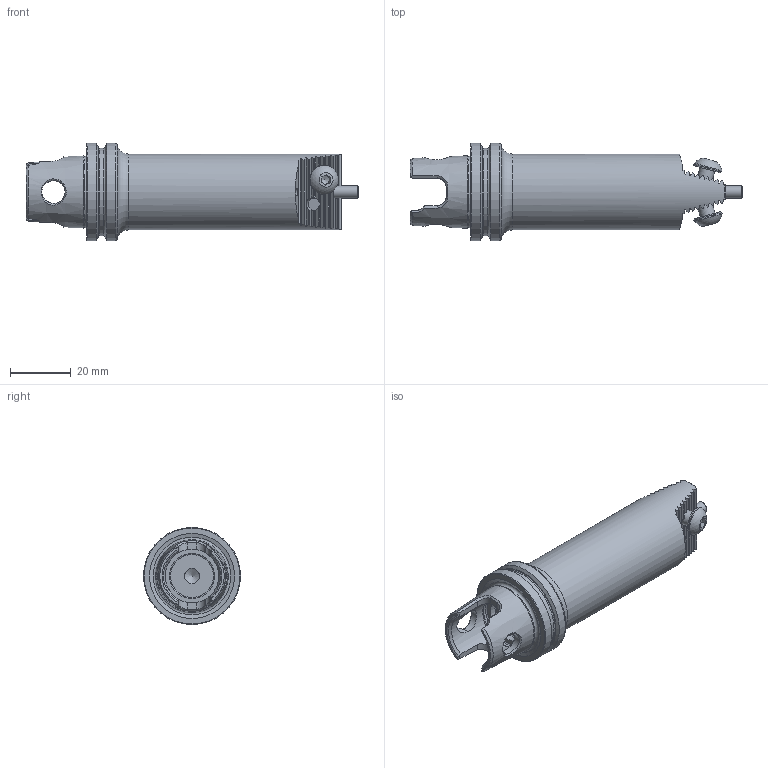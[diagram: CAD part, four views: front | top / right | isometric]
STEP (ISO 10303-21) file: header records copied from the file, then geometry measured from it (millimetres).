
FILE_DESCRIPTION (( 'STEP AP214' ), '1' );
FILE_NAME ('KM3.Z25.K23.100.STEP', '2020-08-14T11:14:45', ( '' ), ( '' ), 'SwSTEP 2.0', 'SolidWorks 2017', '' );
FILE_SCHEMA (( 'AUTOMOTIVE_DESIGN' ));
Length unit declared in the file: millimetre
Products named in the file (6): Z25-ER1.001.012; Z20-ER2.001.013_A; KM3.Z25.K23.100; Z25-ER1.003.012_A_gespannt; KM3-Z25.K23.100_B; Z25-ER1.002.012_A
Assembly tree (6 placements, depth 3):
  KM3.Z25.K23.100
    KM3-Z25.K23.100_B
    Z25-ER1.001.012  x2
      Z25-ER1.002.012_A
      Z25-ER1.003.012_A_gespannt
    Z20-ER2.001.013_A
Bounding box: 109.25 x 31.95 x 31.95 mm (x, y, z)
Volume: 41954.6 mm3; surface area: 13146.8 mm2
Topology: 6 solids, 6 shells, 324 faces, 855 edges, 546 vertices
Faces by surface type: plane 184, cylinder 77, cone 34, bspline 14, torus 13, sphere 2
Full cylindrical faces by diameter (mm): 2 x1, 2.2 x1, 2.5 x6, 3 x1, 4 x1, 4.2 x2, 5 x3, 5.3 x2, 6 x2, 9.2 x2, 9.5 x2, 14.9 x1, 17.7 x1, 18.6 x1, 25 x1, 28.95 x1, 31.95 x2
Entity records: 11787 total; most frequent: CARTESIAN_POINT 4905, ORIENTED_EDGE 1452, DIRECTION 1068, EDGE_CURVE 726, VERTEX_POINT 496, AXIS2_PLACEMENT_3D 415, EDGE_LOOP 374, FACE_OUTER_BOUND 340
